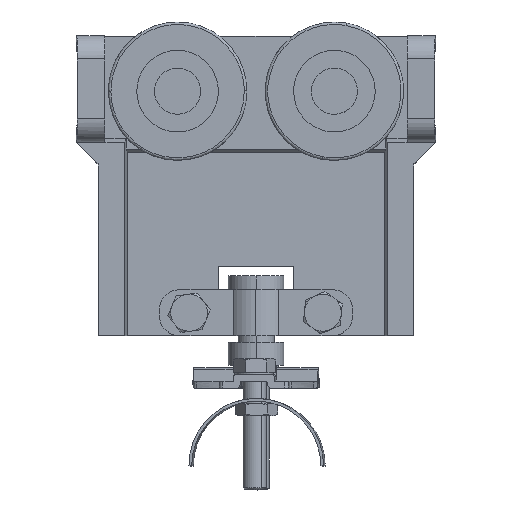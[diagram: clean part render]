
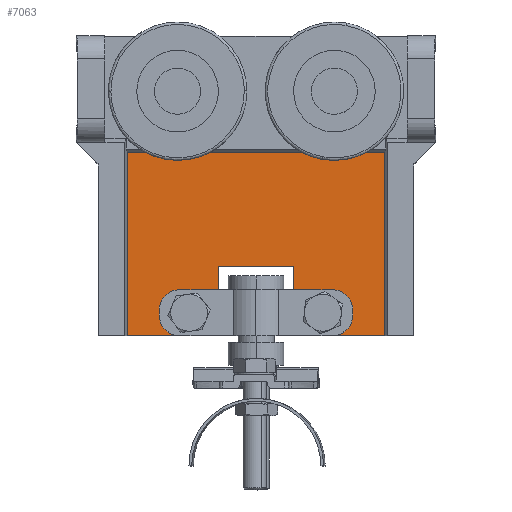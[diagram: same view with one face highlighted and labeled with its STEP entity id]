
A CAD part, top view. The second image highlights one B-rep face of the part: STEP entity #7063.
In plain terms, the highlighted planar face has unit normal (0, 0, 1).
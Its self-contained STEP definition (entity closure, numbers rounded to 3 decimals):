
#164 = DIRECTION ( 'NONE',  ( -1., 0., 0. ) ) ;
#255 = LINE ( 'NONE', #19933, #3955 ) ;
#311 = CARTESIAN_POINT ( 'NONE',  ( -174.835, 91.079, 110.594 ) ) ;
#767 = VECTOR ( 'NONE', #22045, 1000. ) ;
#832 = CARTESIAN_POINT ( 'NONE',  ( -214.235, 125.779, 110.594 ) ) ;
#875 = CARTESIAN_POINT ( 'NONE',  ( -200.835, 91.079, 110.594 ) ) ;
#1075 = VERTEX_POINT ( 'NONE', #832 ) ;
#1205 = CARTESIAN_POINT ( 'NONE',  ( -158.435, 125.779, 110.594 ) ) ;
#1533 = ORIENTED_EDGE ( 'NONE', *, *, #6917, .F. ) ;
#1595 = ORIENTED_EDGE ( 'NONE', *, *, #19747, .F. ) ;
#1764 = ORIENTED_EDGE ( 'NONE', *, *, #14612, .F. ) ;
#2069 = DIRECTION ( 'NONE',  ( 0., -1., 0. ) ) ;
#2139 = CARTESIAN_POINT ( 'NONE',  ( -168.835, 91.079, 110.594 ) ) ;
#2393 = EDGE_CURVE ( 'NONE', #18796, #12578, #19661, .T. ) ;
#2503 = EDGE_CURVE ( 'NONE', #5198, #1075, #5104, .T. ) ;
#2521 = LINE ( 'NONE', #9256, #21460 ) ;
#2550 = EDGE_CURVE ( 'NONE', #11709, #12031, #255, .T. ) ;
#2727 = DIRECTION ( 'NONE',  ( 1., 0., 0. ) ) ;
#2898 = EDGE_CURVE ( 'NONE', #10185, #11893, #7407, .T. ) ;
#3026 = CIRCLE ( 'NONE', #16360, 3. ) ;
#3100 = VECTOR ( 'NONE', #19852, 1000. ) ;
#3264 = ORIENTED_EDGE ( 'NONE', *, *, #3424, .F. ) ;
#3424 = EDGE_CURVE ( 'NONE', #14054, #7388, #5365, .T. ) ;
#3532 = CARTESIAN_POINT ( 'NONE',  ( -178.185, 96.079, 110.594 ) ) ;
#3555 = ORIENTED_EDGE ( 'NONE', *, *, #2393, .F. ) ;
#3608 = CARTESIAN_POINT ( 'NONE',  ( -181.685, 86.079, 110.594 ) ) ;
#3674 = EDGE_CURVE ( 'NONE', #20073, #23398, #9956, .T. ) ;
#3758 = EDGE_CURVE ( 'NONE', #1075, #20073, #5060, .T. ) ;
#3955 = VECTOR ( 'NONE', #20381, 1000. ) ;
#4369 = CARTESIAN_POINT ( 'NONE',  ( -219.335, 125.779, 110.594 ) ) ;
#4903 = ORIENTED_EDGE ( 'NONE', *, *, #19270, .F. ) ;
#5058 = AXIS2_PLACEMENT_3D ( 'NONE', #16089, #5077, #17925 ) ;
#5060 = LINE ( 'NONE', #19951, #8219 ) ;
#5077 = DIRECTION ( 'NONE',  ( 0., 0., 1. ) ) ;
#5096 = AXIS2_PLACEMENT_3D ( 'NONE', #10437, #23253, #12286 ) ;
#5104 = LINE ( 'NONE', #15487, #14868 ) ;
#5118 = AXIS2_PLACEMENT_3D ( 'NONE', #23396, #16511, #18285 ) ;
#5189 = AXIS2_PLACEMENT_3D ( 'NONE', #4369, #17170, #6238 ) ;
#5198 = VERTEX_POINT ( 'NONE', #8073 ) ;
#5365 = CIRCLE ( 'NONE', #5118, 3. ) ;
#5424 = ORIENTED_EDGE ( 'NONE', *, *, #3674, .F. ) ;
#5434 = LINE ( 'NONE', #12611, #9749 ) ;
#5527 = CARTESIAN_POINT ( 'NONE',  ( -178.185, 125.779, 110.594 ) ) ;
#5609 = CARTESIAN_POINT ( 'NONE',  ( -190.985, 86.079, 110.594 ) ) ;
#5714 = CARTESIAN_POINT ( 'NONE',  ( -158.435, 86.079, 110.594 ) ) ;
#6238 = DIRECTION ( 'NONE',  ( -1., 0., 0. ) ) ;
#6637 = CARTESIAN_POINT ( 'NONE',  ( -181.685, 96.079, 110.594 ) ) ;
#6855 = DIRECTION ( 'NONE',  ( 0., 1., 0. ) ) ;
#6891 = VERTEX_POINT ( 'NONE', #3532 ) ;
#6917 = EDGE_CURVE ( 'NONE', #6891, #18796, #22007, .T. ) ;
#7063 = ADVANCED_FACE ( 'NONE', ( #7657, #12525, #14247 ), #15381, .F. ) ;
#7202 = CARTESIAN_POINT ( 'NONE',  ( -219.335, 86.079, 110.594 ) ) ;
#7388 = VERTEX_POINT ( 'NONE', #2139 ) ;
#7407 = LINE ( 'NONE', #9785, #3100 ) ;
#7565 = EDGE_LOOP ( 'NONE', ( #7767, #3264 ) ) ;
#7657 = FACE_BOUND ( 'NONE', #20298, .T. ) ;
#7708 = ORIENTED_EDGE ( 'NONE', *, *, #20414, .F. ) ;
#7767 = ORIENTED_EDGE ( 'NONE', *, *, #13441, .F. ) ;
#8073 = CARTESIAN_POINT ( 'NONE',  ( -214.235, 86.079, 110.594 ) ) ;
#8101 = CARTESIAN_POINT ( 'NONE',  ( -194.485, 96.079, 110.594 ) ) ;
#8219 = VECTOR ( 'NONE', #18427, 1000. ) ;
#9046 = CARTESIAN_POINT ( 'NONE',  ( -178.185, 101.079, 110.594 ) ) ;
#9256 = CARTESIAN_POINT ( 'NONE',  ( -194.485, 125.779, 110.594 ) ) ;
#9749 = VECTOR ( 'NONE', #23574, 1000. ) ;
#9785 = CARTESIAN_POINT ( 'NONE',  ( -219.335, 96.079, 110.594 ) ) ;
#9804 = CARTESIAN_POINT ( 'NONE',  ( -197.835, 91.079, 110.594 ) ) ;
#9956 = LINE ( 'NONE', #12903, #767 ) ;
#10185 = VERTEX_POINT ( 'NONE', #8101 ) ;
#10437 = CARTESIAN_POINT ( 'NONE',  ( -171.835, 91.079, 110.594 ) ) ;
#10471 = VECTOR ( 'NONE', #164, 1000. ) ;
#10884 = DIRECTION ( 'NONE',  ( -1., 0., 0. ) ) ;
#11124 = VECTOR ( 'NONE', #14672, 1000. ) ;
#11236 = VERTEX_POINT ( 'NONE', #14931 ) ;
#11621 = DIRECTION ( 'NONE',  ( 1., 0., 0. ) ) ;
#11709 = VERTEX_POINT ( 'NONE', #3608 ) ;
#11893 = VERTEX_POINT ( 'NONE', #17247 ) ;
#12031 = VERTEX_POINT ( 'NONE', #6637 ) ;
#12286 = DIRECTION ( 'NONE',  ( 1., 0., 0. ) ) ;
#12297 = VECTOR ( 'NONE', #2069, 1000. ) ;
#12403 = ORIENTED_EDGE ( 'NONE', *, *, #2503, .F. ) ;
#12525 = FACE_BOUND ( 'NONE', #7565, .T. ) ;
#12578 = VERTEX_POINT ( 'NONE', #14569 ) ;
#12611 = CARTESIAN_POINT ( 'NONE',  ( -219.335, 86.079, 110.594 ) ) ;
#12903 = CARTESIAN_POINT ( 'NONE',  ( -158.435, 125.779, 110.594 ) ) ;
#13441 = EDGE_CURVE ( 'NONE', #7388, #14054, #22568, .T. ) ;
#13562 = VERTEX_POINT ( 'NONE', #5609 ) ;
#13706 = DIRECTION ( 'NONE',  ( 0., 0., 1. ) ) ;
#13833 = CARTESIAN_POINT ( 'NONE',  ( -219.335, 96.079, 110.594 ) ) ;
#14004 = ORIENTED_EDGE ( 'NONE', *, *, #2898, .F. ) ;
#14054 = VERTEX_POINT ( 'NONE', #311 ) ;
#14247 = FACE_OUTER_BOUND ( 'NONE', #20884, .T. ) ;
#14569 = CARTESIAN_POINT ( 'NONE',  ( -194.485, 101.079, 110.594 ) ) ;
#14612 = EDGE_CURVE ( 'NONE', #18062, #11236, #3026, .T. ) ;
#14672 = DIRECTION ( 'NONE',  ( 0., 1., 0. ) ) ;
#14868 = VECTOR ( 'NONE', #6855, 1000. ) ;
#14931 = CARTESIAN_POINT ( 'NONE',  ( -203.835, 91.079, 110.594 ) ) ;
#15381 = PLANE ( 'NONE',  #5189 ) ;
#15448 = ORIENTED_EDGE ( 'NONE', *, *, #3758, .F. ) ;
#15487 = CARTESIAN_POINT ( 'NONE',  ( -214.235, 125.779, 110.594 ) ) ;
#16059 = ORIENTED_EDGE ( 'NONE', *, *, #2550, .F. ) ;
#16089 = CARTESIAN_POINT ( 'NONE',  ( -200.835, 91.079, 110.594 ) ) ;
#16360 = AXIS2_PLACEMENT_3D ( 'NONE', #875, #13706, #2727 ) ;
#16511 = DIRECTION ( 'NONE',  ( 0., 0., 1. ) ) ;
#16927 = CARTESIAN_POINT ( 'NONE',  ( -219.335, 101.079, 110.594 ) ) ;
#17170 = DIRECTION ( 'NONE',  ( 0., 0., -1. ) ) ;
#17193 = LINE ( 'NONE', #22192, #12297 ) ;
#17237 = LINE ( 'NONE', #13833, #17803 ) ;
#17247 = CARTESIAN_POINT ( 'NONE',  ( -190.985, 96.079, 110.594 ) ) ;
#17693 = EDGE_CURVE ( 'NONE', #11236, #18062, #23002, .T. ) ;
#17803 = VECTOR ( 'NONE', #11621, 1000. ) ;
#17925 = DIRECTION ( 'NONE',  ( 1., 0., 0. ) ) ;
#18062 = VERTEX_POINT ( 'NONE', #9804 ) ;
#18285 = DIRECTION ( 'NONE',  ( 1., 0., 0. ) ) ;
#18427 = DIRECTION ( 'NONE',  ( 1., 0., 0. ) ) ;
#18796 = VERTEX_POINT ( 'NONE', #9046 ) ;
#18882 = VECTOR ( 'NONE', #10884, 1000. ) ;
#19270 = EDGE_CURVE ( 'NONE', #12031, #6891, #17237, .T. ) ;
#19661 = LINE ( 'NONE', #16927, #10471 ) ;
#19747 = EDGE_CURVE ( 'NONE', #23398, #11709, #5434, .T. ) ;
#19852 = DIRECTION ( 'NONE',  ( 1., 0., 0. ) ) ;
#19933 = CARTESIAN_POINT ( 'NONE',  ( -181.685, 125.779, 110.594 ) ) ;
#19951 = CARTESIAN_POINT ( 'NONE',  ( -219.335, 125.779, 110.594 ) ) ;
#20073 = VERTEX_POINT ( 'NONE', #1205 ) ;
#20298 = EDGE_LOOP ( 'NONE', ( #1764, #22430 ) ) ;
#20381 = DIRECTION ( 'NONE',  ( 0., 1., 0. ) ) ;
#20414 = EDGE_CURVE ( 'NONE', #11893, #13562, #17193, .T. ) ;
#20884 = EDGE_LOOP ( 'NONE', ( #12403, #21393, #7708, #14004, #23292, #3555, #1533, #4903, #16059, #1595, #5424, #15448 ) ) ;
#20983 = EDGE_CURVE ( 'NONE', #12578, #10185, #2521, .T. ) ;
#21393 = ORIENTED_EDGE ( 'NONE', *, *, #21446, .F. ) ;
#21446 = EDGE_CURVE ( 'NONE', #13562, #5198, #23710, .T. ) ;
#21460 = VECTOR ( 'NONE', #22169, 1000. ) ;
#22007 = LINE ( 'NONE', #5527, #11124 ) ;
#22045 = DIRECTION ( 'NONE',  ( 0., -1., 0. ) ) ;
#22169 = DIRECTION ( 'NONE',  ( 0., -1., 0. ) ) ;
#22192 = CARTESIAN_POINT ( 'NONE',  ( -190.985, 125.779, 110.594 ) ) ;
#22430 = ORIENTED_EDGE ( 'NONE', *, *, #17693, .F. ) ;
#22568 = CIRCLE ( 'NONE', #5096, 3. ) ;
#23002 = CIRCLE ( 'NONE', #5058, 3. ) ;
#23253 = DIRECTION ( 'NONE',  ( 0., 0., 1. ) ) ;
#23292 = ORIENTED_EDGE ( 'NONE', *, *, #20983, .F. ) ;
#23396 = CARTESIAN_POINT ( 'NONE',  ( -171.835, 91.079, 110.594 ) ) ;
#23398 = VERTEX_POINT ( 'NONE', #5714 ) ;
#23574 = DIRECTION ( 'NONE',  ( -1., 0., 0. ) ) ;
#23710 = LINE ( 'NONE', #7202, #18882 ) ;
